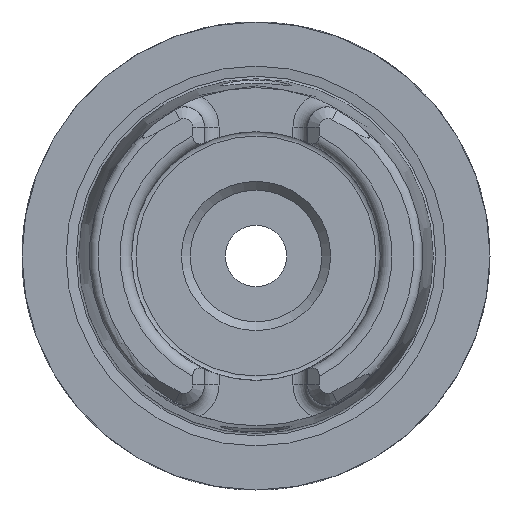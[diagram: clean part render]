
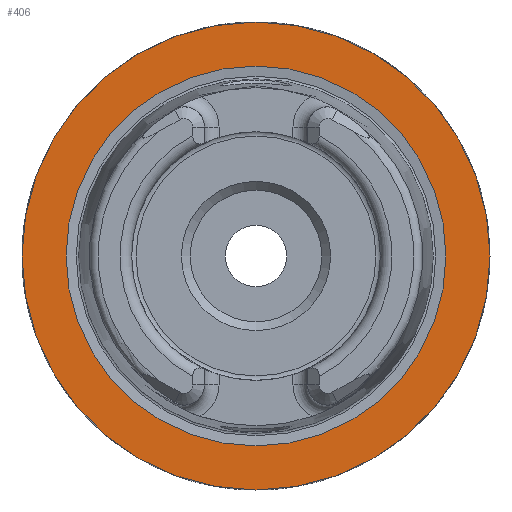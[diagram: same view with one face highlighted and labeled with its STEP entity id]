
A CAD part, left-side view. The second image highlights one B-rep face of the part: STEP entity #406.
In plain terms, the highlighted planar face has unit normal (-1, 0, 0).
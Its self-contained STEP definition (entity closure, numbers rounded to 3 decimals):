
#406 = ADVANCED_FACE( '', ( #891, #892 ), #893, .F. );
#891 = FACE_BOUND( '', #1485, .T. );
#892 = FACE_OUTER_BOUND( '', #1486, .T. );
#893 = PLANE( '', #1487 );
#1485 = EDGE_LOOP( '', ( #2525 ) );
#1486 = EDGE_LOOP( '', ( #2526 ) );
#1487 = AXIS2_PLACEMENT_3D( '', #2527, #2528, #2529 );
#2525 = ORIENTED_EDGE( '', *, *, #3117, .T. );
#2526 = ORIENTED_EDGE( '', *, *, #2820, .T. );
#2527 = CARTESIAN_POINT( '', ( 0., 16., 0. ) );
#2528 = DIRECTION( '', ( 1., 0., 0. ) );
#2529 = DIRECTION( '', ( 0., 0., -1. ) );
#2820 = EDGE_CURVE( '', #3304, #3304, #3305, .T. );
#3117 = EDGE_CURVE( '', #3757, #3757, #3758, .T. );
#3304 = VERTEX_POINT( '', #4261 );
#3305 = CIRCLE( '', #4262, 16. );
#3757 = VERTEX_POINT( '', #5363 );
#3758 = CIRCLE( '', #5364, 12.989 );
#4261 = CARTESIAN_POINT( '', ( 0., 0., 16. ) );
#4262 = AXIS2_PLACEMENT_3D( '', #5589, #5590, #5591 );
#5363 = CARTESIAN_POINT( '', ( 0., 12.989, 0. ) );
#5364 = AXIS2_PLACEMENT_3D( '', #5945, #5946, #5947 );
#5589 = CARTESIAN_POINT( '', ( 0., 0., 0. ) );
#5590 = DIRECTION( '', ( -1., 0., 0. ) );
#5591 = DIRECTION( '', ( 0., 0., 1. ) );
#5945 = CARTESIAN_POINT( '', ( 0., 0., 0. ) );
#5946 = DIRECTION( '', ( 1., 0., 0. ) );
#5947 = DIRECTION( '', ( 0., 1., 0. ) );
